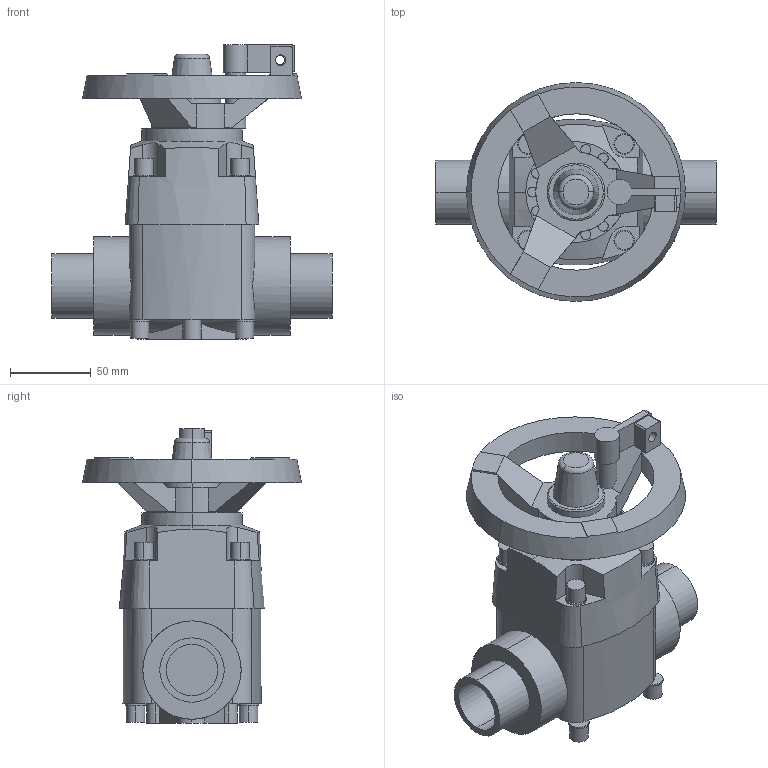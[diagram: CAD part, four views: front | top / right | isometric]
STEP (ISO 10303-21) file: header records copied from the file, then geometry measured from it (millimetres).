
FILE_DESCRIPTION(('STEP AP214'),'1');
FILE_NAME('cctmp_8B8F8EF8-DA22-4C45-8795-CB2078C7F38E_2018_11_21_9_56_56_754..stp','2018-11-21T08:56:56',('Praher Valves GmbH'),('CADClick - www.CADClick.com'),'Spatial InterOp 3D',' ','unknown authorization');
FILE_SCHEMA(('AUTOMOTIVE_DESIGN'));
Length unit declared in the file: millimetre
Products named in the file (1): 120178
Bounding box: 174 x 136 x 182.83 mm (x, y, z)
Volume: 1008150 mm3; surface area: 119198 mm2
Topology: 1 solids, 2 shells, 270 faces, 689 edges, 442 vertices
Faces by surface type: plane 132, cylinder 122, cone 12, torus 4
Entity records: 10865 total; most frequent: CARTESIAN_POINT 1880, DIRECTION 1561, ORIENTED_EDGE 1378, EDGE_CURVE 689, AXIS2_PLACEMENT_3D 641, VERTEX_POINT 442, CIRCLE 358, EDGE_LOOP 299
